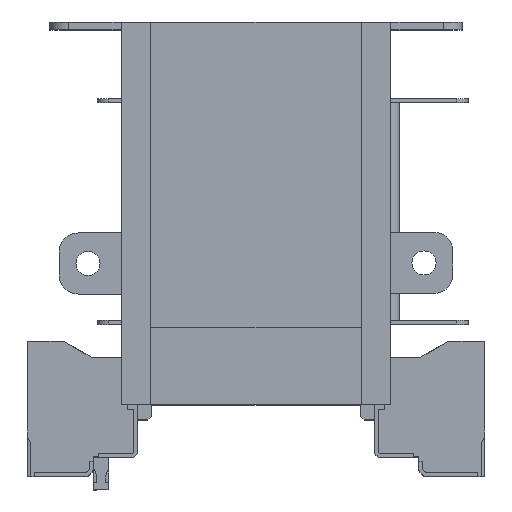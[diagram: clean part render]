
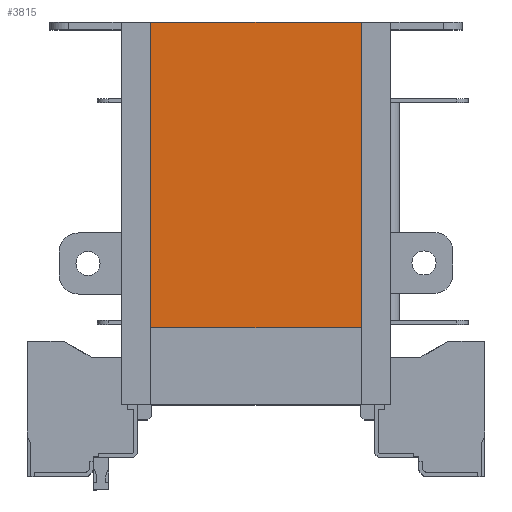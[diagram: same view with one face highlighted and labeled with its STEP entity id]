
A CAD part, top view. The second image highlights one B-rep face of the part: STEP entity #3815.
In plain terms, the highlighted face is planar.
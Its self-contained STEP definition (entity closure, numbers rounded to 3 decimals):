
#711 = DIRECTION ( 'NONE',  ( -1., 0., 0. ) ) ;
#1618 = ORIENTED_EDGE ( 'NONE', *, *, #11999, .T. ) ;
#2382 = CARTESIAN_POINT ( 'NONE',  ( 120., 0., 0. ) ) ;
#2491 = EDGE_CURVE ( 'NONE', #20412, #33580, #26212, .T. ) ;
#3815 = ADVANCED_FACE ( 'NONE', ( #36273 ), #27471, .F. ) ;
#4336 = EDGE_CURVE ( 'NONE', #33446, #38128, #8654, .T. ) ;
#5930 = DIRECTION ( 'NONE',  ( 0., 1., 0. ) ) ;
#8654 = LINE ( 'NONE', #2382, #16534 ) ;
#10799 = EDGE_CURVE ( 'NONE', #33580, #38128, #38520, .T. ) ;
#10892 = AXIS2_PLACEMENT_3D ( 'NONE', #30416, #711, #15756 ) ;
#10992 = DIRECTION ( 'NONE',  ( 0., 0., -1. ) ) ;
#11001 = ORIENTED_EDGE ( 'NONE', *, *, #4336, .T. ) ;
#11999 = EDGE_CURVE ( 'NONE', #20412, #33446, #22677, .T. ) ;
#12921 = CARTESIAN_POINT ( 'NONE',  ( 120., -80., 0. ) ) ;
#15756 = DIRECTION ( 'NONE',  ( 0., -1., 0. ) ) ;
#16534 = VECTOR ( 'NONE', #19779, 1000. ) ;
#17707 = VECTOR ( 'NONE', #10992, 1000. ) ;
#19779 = DIRECTION ( 'NONE',  ( 0., 1., 0. ) ) ;
#20412 = VERTEX_POINT ( 'NONE', #25528 ) ;
#21126 = DIRECTION ( 'NONE',  ( 0., 0., -1. ) ) ;
#22677 = LINE ( 'NONE', #34601, #17707 ) ;
#23863 = VECTOR ( 'NONE', #21126, 1000. ) ;
#24863 = CARTESIAN_POINT ( 'NONE',  ( 120., 0., 0. ) ) ;
#25181 = CARTESIAN_POINT ( 'NONE',  ( 120., 0., 55. ) ) ;
#25528 = CARTESIAN_POINT ( 'NONE',  ( 120., -80., 55. ) ) ;
#26212 = LINE ( 'NONE', #29168, #35390 ) ;
#27471 = PLANE ( 'NONE',  #10892 ) ;
#29168 = CARTESIAN_POINT ( 'NONE',  ( 120., 0., 55. ) ) ;
#30416 = CARTESIAN_POINT ( 'NONE',  ( 120., 0., 55. ) ) ;
#32032 = ORIENTED_EDGE ( 'NONE', *, *, #10799, .F. ) ;
#33446 = VERTEX_POINT ( 'NONE', #12921 ) ;
#33580 = VERTEX_POINT ( 'NONE', #25181 ) ;
#34601 = CARTESIAN_POINT ( 'NONE',  ( 120., -80., 55. ) ) ;
#35390 = VECTOR ( 'NONE', #5930, 1000. ) ;
#36273 = FACE_OUTER_BOUND ( 'NONE', #37571, .T. ) ;
#36916 = ORIENTED_EDGE ( 'NONE', *, *, #2491, .F. ) ;
#37571 = EDGE_LOOP ( 'NONE', ( #11001, #32032, #36916, #1618 ) ) ;
#38128 = VERTEX_POINT ( 'NONE', #24863 ) ;
#38315 = CARTESIAN_POINT ( 'NONE',  ( 120., 0., 55. ) ) ;
#38520 = LINE ( 'NONE', #38315, #23863 ) ;
